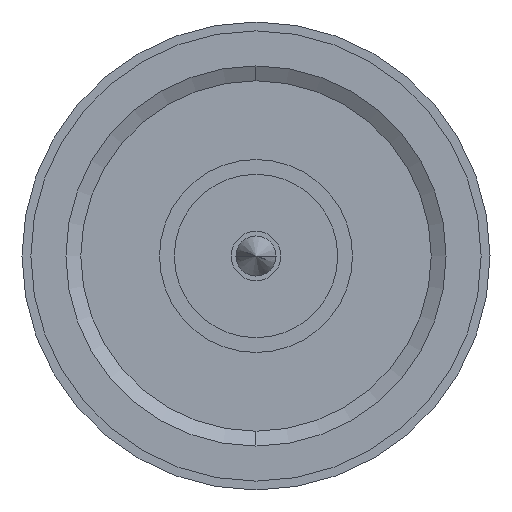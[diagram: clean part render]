
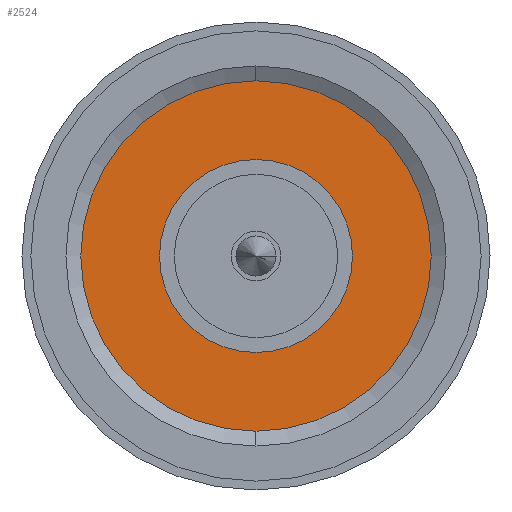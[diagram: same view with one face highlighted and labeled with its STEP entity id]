
A CAD part, left-side view. The second image highlights one B-rep face of the part: STEP entity #2524.
In plain terms, the highlighted face is planar.
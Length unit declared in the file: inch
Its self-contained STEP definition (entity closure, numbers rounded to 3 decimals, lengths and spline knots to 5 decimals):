
#73 = DIRECTION ( 'NONE',  ( 0., 0., -1. ) ) ;
#399 = VERTEX_POINT ( 'NONE', #4116 ) ;
#473 = ORIENTED_EDGE ( 'NONE', *, *, #3379, .F. ) ;
#482 = FACE_OUTER_BOUND ( 'NONE', #1847, .T. ) ;
#865 = EDGE_LOOP ( 'NONE', ( #2246, #473 ) ) ;
#919 = DIRECTION ( 'NONE',  ( 0., 0., -1. ) ) ;
#940 = CARTESIAN_POINT ( 'NONE',  ( 0.37, 0., 0. ) ) ;
#970 = CARTESIAN_POINT ( 'NONE',  ( 0.37, 0., 0. ) ) ;
#1089 = CARTESIAN_POINT ( 'NONE',  ( 0.37, 0., 0.32 ) ) ;
#1172 = DIRECTION ( 'NONE',  ( 0., 0., -1. ) ) ;
#1203 = AXIS2_PLACEMENT_3D ( 'NONE', #3793, #4067, #1172 ) ;
#1329 = AXIS2_PLACEMENT_3D ( 'NONE', #940, #4165, #1648 ) ;
#1335 = CIRCLE ( 'NONE', #1405, 0.32 ) ;
#1405 = AXIS2_PLACEMENT_3D ( 'NONE', #3805, #3366, #919 ) ;
#1559 = DIRECTION ( 'NONE',  ( 0., 0., -1. ) ) ;
#1648 = DIRECTION ( 'NONE',  ( 0., 0., -1. ) ) ;
#1708 = CARTESIAN_POINT ( 'NONE',  ( 0.37, 0., 0. ) ) ;
#1789 = FACE_BOUND ( 'NONE', #865, .T. ) ;
#1847 = EDGE_LOOP ( 'NONE', ( #1874, #2785 ) ) ;
#1874 = ORIENTED_EDGE ( 'NONE', *, *, #2627, .T. ) ;
#1927 = VERTEX_POINT ( 'NONE', #1089 ) ;
#1933 = VERTEX_POINT ( 'NONE', #4103 ) ;
#2072 = AXIS2_PLACEMENT_3D ( 'NONE', #1708, #2990, #73 ) ;
#2103 = AXIS2_PLACEMENT_3D ( 'NONE', #970, #3547, #1559 ) ;
#2246 = ORIENTED_EDGE ( 'NONE', *, *, #2977, .F. ) ;
#2272 = CIRCLE ( 'NONE', #2072, 0.1625 ) ;
#2524 = ADVANCED_FACE ( 'NONE', ( #482, #1789 ), #3070, .T. ) ;
#2567 = CARTESIAN_POINT ( 'NONE',  ( 0.37, 0., 0.1625 ) ) ;
#2627 = EDGE_CURVE ( 'NONE', #399, #1927, #1335, .T. ) ;
#2785 = ORIENTED_EDGE ( 'NONE', *, *, #2842, .T. ) ;
#2838 = VERTEX_POINT ( 'NONE', #2567 ) ;
#2842 = EDGE_CURVE ( 'NONE', #1927, #399, #3224, .T. ) ;
#2977 = EDGE_CURVE ( 'NONE', #2838, #1933, #2272, .T. ) ;
#2990 = DIRECTION ( 'NONE',  ( 1., 0., 0. ) ) ;
#3070 = PLANE ( 'NONE',  #2103 ) ;
#3224 = CIRCLE ( 'NONE', #1329, 0.32 ) ;
#3366 = DIRECTION ( 'NONE',  ( 1., 0., 0. ) ) ;
#3379 = EDGE_CURVE ( 'NONE', #1933, #2838, #3500, .T. ) ;
#3500 = CIRCLE ( 'NONE', #1203, 0.1625 ) ;
#3547 = DIRECTION ( 'NONE',  ( 1., 0., 0. ) ) ;
#3793 = CARTESIAN_POINT ( 'NONE',  ( 0.37, 0., 0. ) ) ;
#3805 = CARTESIAN_POINT ( 'NONE',  ( 0.37, 0., 0. ) ) ;
#4067 = DIRECTION ( 'NONE',  ( 1., 0., 0. ) ) ;
#4103 = CARTESIAN_POINT ( 'NONE',  ( 0.37, 0., -0.1625 ) ) ;
#4116 = CARTESIAN_POINT ( 'NONE',  ( 0.37, 0., -0.32 ) ) ;
#4165 = DIRECTION ( 'NONE',  ( 1., 0., 0. ) ) ;
